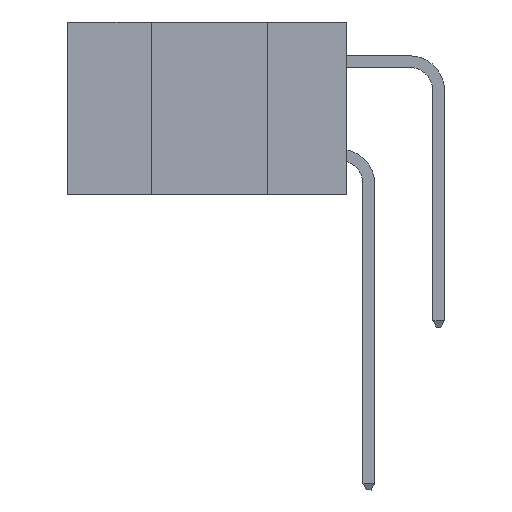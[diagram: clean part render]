
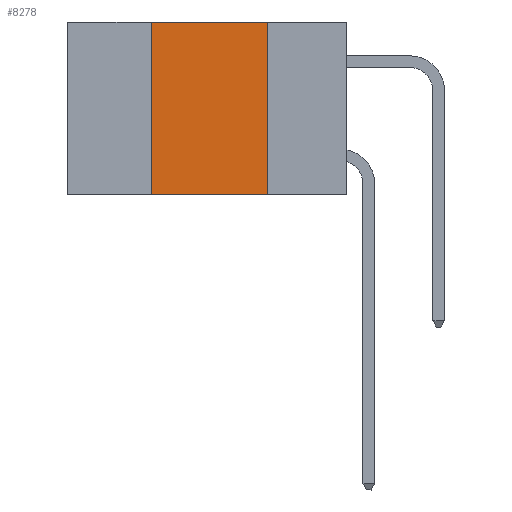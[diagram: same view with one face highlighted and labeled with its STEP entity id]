
A CAD part, left-side view. The second image highlights one B-rep face of the part: STEP entity #8278.
In plain terms, the highlighted planar face has unit normal (-1, 0, 0).
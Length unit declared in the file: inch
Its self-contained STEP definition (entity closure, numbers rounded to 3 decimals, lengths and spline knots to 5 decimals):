
#503 = CARTESIAN_POINT ( 'NONE',  ( 0., 0.6, 0. ) ) ;
#761 = DIRECTION ( 'NONE',  ( 0., 0., -1. ) ) ;
#1632 = LINE ( 'NONE', #503, #17110 ) ;
#1768 = CARTESIAN_POINT ( 'NONE',  ( 0., 0.42, -0.37 ) ) ;
#1831 = DIRECTION ( 'NONE',  ( 0., 0., 1. ) ) ;
#1918 = CARTESIAN_POINT ( 'NONE',  ( 0., 0.6, -0.37 ) ) ;
#2307 = DIRECTION ( 'NONE',  ( 1., 0., 0. ) ) ;
#3681 = CARTESIAN_POINT ( 'NONE',  ( 0., 0.17, 0. ) ) ;
#4378 = VERTEX_POINT ( 'NONE', #1768 ) ;
#5330 = AXIS2_PLACEMENT_3D ( 'NONE', #18163, #2307, #761 ) ;
#5375 = FACE_OUTER_BOUND ( 'NONE', #11182, .T. ) ;
#5379 = ORIENTED_EDGE ( 'NONE', *, *, #18671, .T. ) ;
#5673 = VERTEX_POINT ( 'NONE', #6587 ) ;
#6587 = CARTESIAN_POINT ( 'NONE',  ( 0., 0.17, 0. ) ) ;
#6653 = EDGE_CURVE ( 'NONE', #17727, #5673, #1632, .T. ) ;
#6750 = VECTOR ( 'NONE', #19016, 39.37008 ) ;
#7815 = EDGE_CURVE ( 'NONE', #4378, #17727, #14656, .T. ) ;
#7865 = ORIENTED_EDGE ( 'NONE', *, *, #7898, .F. ) ;
#7898 = EDGE_CURVE ( 'NONE', #5673, #15995, #15882, .T. ) ;
#8278 = ADVANCED_FACE ( 'NONE', ( #5375 ), #18066, .F. ) ;
#8297 = CARTESIAN_POINT ( 'NONE',  ( 0., 0.42, 0. ) ) ;
#8310 = VECTOR ( 'NONE', #1831, 39.37008 ) ;
#9932 = DIRECTION ( 'NONE',  ( 0., 0., -1. ) ) ;
#11182 = EDGE_LOOP ( 'NONE', ( #7865, #13233, #18382, #5379 ) ) ;
#12649 = CARTESIAN_POINT ( 'NONE',  ( 0., 0.42, 0. ) ) ;
#13233 = ORIENTED_EDGE ( 'NONE', *, *, #6653, .F. ) ;
#14358 = DIRECTION ( 'NONE',  ( 0., -1., 0. ) ) ;
#14656 = LINE ( 'NONE', #8297, #8310 ) ;
#15133 = VECTOR ( 'NONE', #9932, 39.37008 ) ;
#15362 = CARTESIAN_POINT ( 'NONE',  ( 0., 0.17, -0.37 ) ) ;
#15882 = LINE ( 'NONE', #3681, #15133 ) ;
#15995 = VERTEX_POINT ( 'NONE', #15362 ) ;
#16065 = LINE ( 'NONE', #1918, #6750 ) ;
#17110 = VECTOR ( 'NONE', #14358, 39.37008 ) ;
#17727 = VERTEX_POINT ( 'NONE', #12649 ) ;
#18066 = PLANE ( 'NONE',  #5330 ) ;
#18163 = CARTESIAN_POINT ( 'NONE',  ( 0., 0.6, 0. ) ) ;
#18382 = ORIENTED_EDGE ( 'NONE', *, *, #7815, .F. ) ;
#18671 = EDGE_CURVE ( 'NONE', #4378, #15995, #16065, .T. ) ;
#19016 = DIRECTION ( 'NONE',  ( 0., -1., 0. ) ) ;
